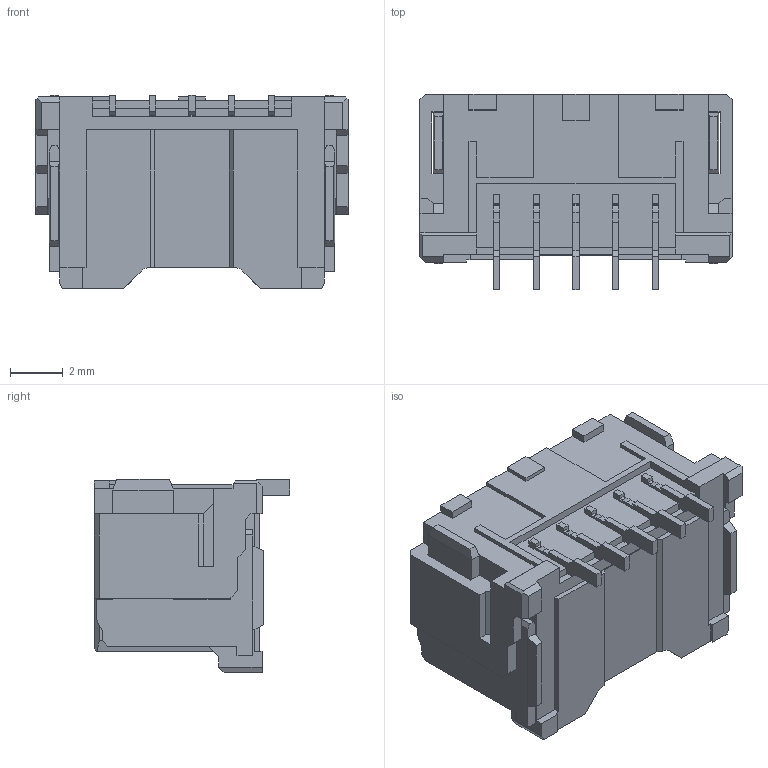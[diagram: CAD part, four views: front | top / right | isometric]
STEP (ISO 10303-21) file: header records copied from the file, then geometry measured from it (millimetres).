
FILE_DESCRIPTION(('STEP AP242'),'1');
FILE_NAME('2132250570.stp','2024-05-06T21:19:26',('TraceParts'),('TraceParts S.A.'),'Spatial InterOp 3D',' ',' ');
FILE_SCHEMA(('AP242_MANAGED_MODEL_BASED_3D_ENGINEERING_MIM_LF {1 0 10303 442 1 1 4}'));
Length unit declared in the file: millimetre
Products named in the file (1): 2132250570_1
Bounding box: 11.8 x 7.4 x 7.3 mm (x, y, z)
Volume: 245.1 mm3; surface area: 697.8 mm2
Topology: 1 solids, 1 shells, 470 faces, 1390 edges, 946 vertices
Faces by surface type: plane 417, cylinder 53
Entity records: 15434 total; most frequent: CARTESIAN_POINT 2808, ORIENTED_EDGE 2724, DIRECTION 2420, EDGE_CURVE 1362, LINE 1280, VECTOR 1280, VERTEX_POINT 890, AXIS2_PLACEMENT_3D 570
